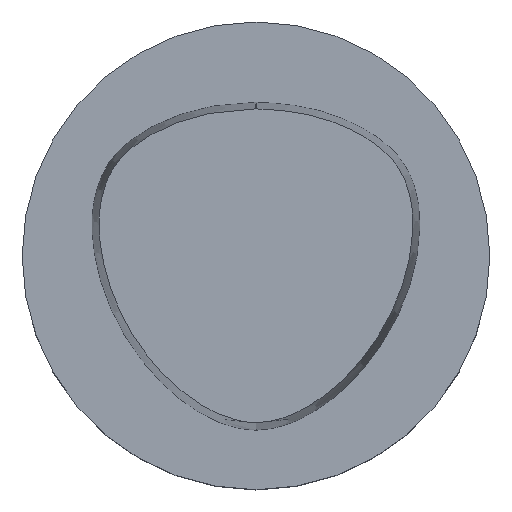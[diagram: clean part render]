
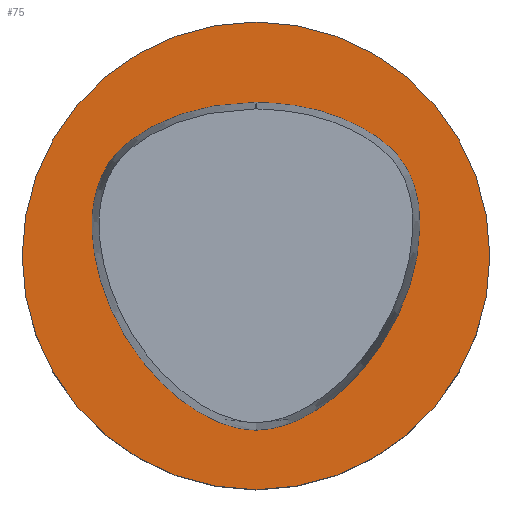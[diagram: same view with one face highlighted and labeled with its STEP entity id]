
A CAD part, top view. The second image highlights one B-rep face of the part: STEP entity #75.
In plain terms, the highlighted planar face has unit normal (0, 0, 1).
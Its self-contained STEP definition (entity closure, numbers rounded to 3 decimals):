
#75=ADVANCED_FACE('',(#96,#97),#98,.T.);
#96=FACE_OUTER_BOUND('',#151,.T.);
#97=FACE_BOUND('',#152,.T.);
#98=PLANE('',#153);
#151=EDGE_LOOP('',(#344));
#152=EDGE_LOOP('',(#345,#346,#347));
#153=AXIS2_PLACEMENT_3D('',#348,#349,#350);
#344=ORIENTED_EDGE('',*,*,#444,.F.);
#345=ORIENTED_EDGE('',*,*,#445,.F.);
#346=ORIENTED_EDGE('',*,*,#446,.F.);
#347=ORIENTED_EDGE('',*,*,#447,.F.);
#348=CARTESIAN_POINT('',(0.,15.746,0.));
#349=DIRECTION('',(0.0,0.0,1.0));
#350=DIRECTION('',(1.0,-0.0,0.0));
#444=EDGE_CURVE('',#467,#467,#468,.T.);
#445=EDGE_CURVE('',#469,#470,#471,.T.);
#446=EDGE_CURVE('',#472,#469,#473,.T.);
#447=EDGE_CURVE('',#470,#472,#474,.T.);
#467=VERTEX_POINT('',#510);
#468=CIRCLE('',#511,31.493);
#469=VERTEX_POINT('',#512);
#470=VERTEX_POINT('',#513);
#471=B_SPLINE_CURVE_WITH_KNOTS('',3,(#514,#515,#516,#517,#518,#519,#520,#521,#522,#523,#524,#525,#526,#527,#528,#529,#530,#531,#532,#533,#534,#535,#536,#537,#538,#539,#540,#541,#542,#543,#544,#545),.UNSPECIFIED.,.F.,.F.,(4,2,2,2,2,2,2,2,2,2,2,2,2,2,2,4),(6.615,6.904,7.192,7.48,7.769,8.327,8.886,10.063,10.522,10.981,11.21,11.44,11.898,12.428,12.829,13.23),.UNSPECIFIED.);
#472=VERTEX_POINT('',#546);
#473=B_SPLINE_CURVE_WITH_KNOTS('',3,(#547,#548,#549,#550,#551,#552,#553,#554,#555,#556,#557,#558,#559,#560,#561,#562,#563,#564,#565,#566,#567,#568,#569,#570,#571,#572,#573,#574,#575,#576),.UNSPECIFIED.,.F.,.F.,(4,2,2,2,2,2,2,2,2,2,2,2,2,2,4),(0.0,0.577,1.154,1.433,1.712,1.992,2.271,2.859,3.154,3.448,4.366,5.283,5.813,6.214,6.615),.UNSPECIFIED.);
#474=CIRCLE('',#577,0.95);
#510=CARTESIAN_POINT('',(0.,-31.493,0.0));
#511=AXIS2_PLACEMENT_3D('',#646,#647,#648);
#512=CARTESIAN_POINT('',(0.044,-23.469,0.0));
#513=CARTESIAN_POINT('',(0.045,20.677,0.0));
#514=CARTESIAN_POINT('',(0.044,-23.469,0.0));
#515=CARTESIAN_POINT('',(1.1,-23.464,0.));
#516=CARTESIAN_POINT('',(2.144,-23.297,0.0));
#517=CARTESIAN_POINT('',(4.142,-22.759,0.0));
#518=CARTESIAN_POINT('',(5.098,-22.39,0.));
#519=CARTESIAN_POINT('',(6.935,-21.508,0.));
#520=CARTESIAN_POINT('',(7.804,-21.,0.));
#521=CARTESIAN_POINT('',(9.469,-19.889,0.));
#522=CARTESIAN_POINT('',(10.267,-19.285,0.));
#523=CARTESIAN_POINT('',(12.503,-17.396,0.));
#524=CARTESIAN_POINT('',(13.842,-16.005,0.0));
#525=CARTESIAN_POINT('',(16.251,-13.01,0.));
#526=CARTESIAN_POINT('',(17.321,-11.408,0.));
#527=CARTESIAN_POINT('',(20.195,-6.179,0.));
#528=CARTESIAN_POINT('',(21.526,-2.27,0.));
#529=CARTESIAN_POINT('',(22.108,3.365,0.));
#530=CARTESIAN_POINT('',(22.144,4.957,0.));
#531=CARTESIAN_POINT('',(21.744,8.215,0.));
#532=CARTESIAN_POINT('',(21.281,9.878,0.0));
#533=CARTESIAN_POINT('',(20.179,12.032,0.0));
#534=CARTESIAN_POINT('',(19.702,12.759,0.));
#535=CARTESIAN_POINT('',(18.626,14.044,0.));
#536=CARTESIAN_POINT('',(18.039,14.612,0.0));
#537=CARTESIAN_POINT('',(16.128,16.197,0.));
#538=CARTESIAN_POINT('',(14.762,17.03,0.0));
#539=CARTESIAN_POINT('',(11.686,18.546,0.0));
#540=CARTESIAN_POINT('',(9.963,19.18,0.0));
#541=CARTESIAN_POINT('',(6.847,20.003,0.0));
#542=CARTESIAN_POINT('',(5.472,20.25,0.0));
#543=CARTESIAN_POINT('',(2.739,20.547,0.0));
#544=CARTESIAN_POINT('',(1.382,20.612,0.0));
#545=CARTESIAN_POINT('',(0.045,20.677,0.0));
#546=CARTESIAN_POINT('',(-0.045,20.677,0.0));
#547=CARTESIAN_POINT('',(-0.045,20.677,0.0));
#548=CARTESIAN_POINT('',(-1.968,20.588,0.0));
#549=CARTESIAN_POINT('',(-3.953,20.485,0.));
#550=CARTESIAN_POINT('',(-7.863,19.797,0.));
#551=CARTESIAN_POINT('',(-9.794,19.25,0.));
#552=CARTESIAN_POINT('',(-12.535,18.133,0.0));
#553=CARTESIAN_POINT('',(-13.411,17.719,0.0));
#554=CARTESIAN_POINT('',(-15.123,16.78,0.));
#555=CARTESIAN_POINT('',(-15.962,16.259,0.0));
#556=CARTESIAN_POINT('',(-17.56,15.067,0.0));
#557=CARTESIAN_POINT('',(-18.314,14.396,0.));
#558=CARTESIAN_POINT('',(-19.639,12.867,0.));
#559=CARTESIAN_POINT('',(-20.198,12.,0.0));
#560=CARTESIAN_POINT('',(-21.562,9.159,0.0));
#561=CARTESIAN_POINT('',(-21.995,7.022,0.0));
#562=CARTESIAN_POINT('',(-22.113,3.903,0.0));
#563=CARTESIAN_POINT('',(-22.067,2.879,0.0));
#564=CARTESIAN_POINT('',(-21.855,0.853,0.0));
#565=CARTESIAN_POINT('',(-21.693,-0.149,0.));
#566=CARTESIAN_POINT('',(-20.816,-4.237,0.));
#567=CARTESIAN_POINT('',(-19.66,-7.209,0.));
#568=CARTESIAN_POINT('',(-16.575,-12.714,0.0));
#569=CARTESIAN_POINT('',(-14.647,-15.248,0.));
#570=CARTESIAN_POINT('',(-11.05,-18.702,0.));
#571=CARTESIAN_POINT('',(-9.618,-19.857,0.0));
#572=CARTESIAN_POINT('',(-6.855,-21.571,0.));
#573=CARTESIAN_POINT('',(-5.58,-22.214,0.0));
#574=CARTESIAN_POINT('',(-2.867,-23.17,0.0));
#575=CARTESIAN_POINT('',(-1.426,-23.477,0.0));
#576=CARTESIAN_POINT('',(0.044,-23.469,0.0));
#577=AXIS2_PLACEMENT_3D('',#649,#650,#651);
#646=CARTESIAN_POINT('',(0.0,0.0,0.0));
#647=DIRECTION('',(0.0,0.0,-1.0));
#648=DIRECTION('',(0.0,1.0,0.0));
#649=CARTESIAN_POINT('',(-0.001,19.728,0.0));
#650=DIRECTION('',(0.0,0.0,1.0));
#651=DIRECTION('',(-0.046,0.999,0.0));
